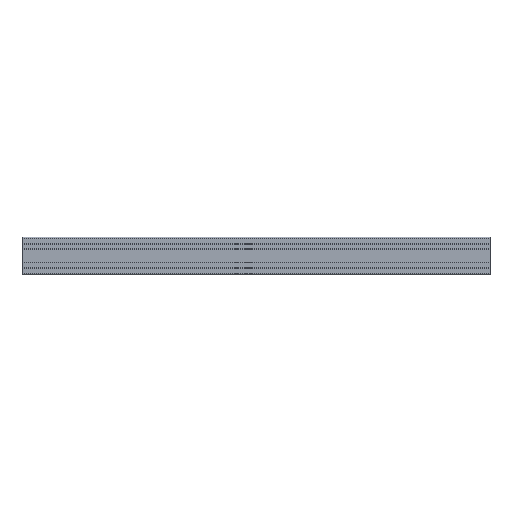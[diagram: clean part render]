
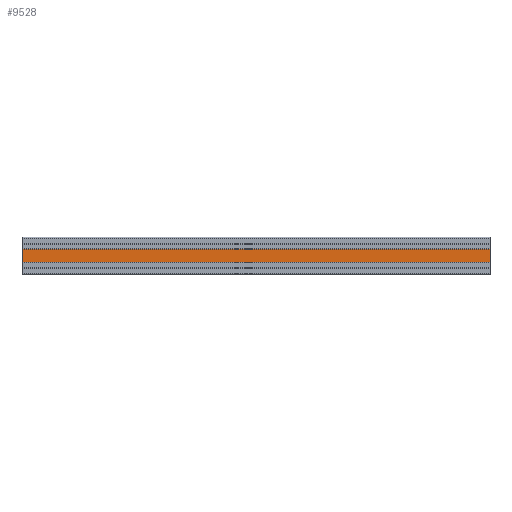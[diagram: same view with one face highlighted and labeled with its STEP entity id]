
A CAD part, top view. The second image highlights one B-rep face of the part: STEP entity #9528.
In plain terms, the highlighted planar face has unit normal (0, 0, 1).
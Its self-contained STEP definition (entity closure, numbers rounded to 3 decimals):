
#392 = ORIENTED_EDGE ( 'NONE', *, *, #2072, .F. ) ;
#859 = VECTOR ( 'NONE', #11525, 1000. ) ;
#2072 = EDGE_CURVE ( 'NONE', #12008, #3634, #2185, .T. ) ;
#2185 = LINE ( 'NONE', #16487, #8555 ) ;
#2653 = EDGE_CURVE ( 'NONE', #11591, #7857, #6630, .T. ) ;
#2877 = CARTESIAN_POINT ( 'NONE',  ( 1000., 13.9, 40. ) ) ;
#3340 = PLANE ( 'NONE',  #8835 ) ;
#3543 = LINE ( 'NONE', #8730, #5651 ) ;
#3634 = VERTEX_POINT ( 'NONE', #13631 ) ;
#5076 = DIRECTION ( 'NONE',  ( -1., 0., 0. ) ) ;
#5651 = VECTOR ( 'NONE', #12472, 1000. ) ;
#6593 = CARTESIAN_POINT ( 'NONE',  ( 1000., 13.9, 40. ) ) ;
#6630 = LINE ( 'NONE', #2877, #9885 ) ;
#6741 = CARTESIAN_POINT ( 'NONE',  ( 1000., -13.9, 40. ) ) ;
#7086 = CARTESIAN_POINT ( 'NONE',  ( 1000., -13.9, 40. ) ) ;
#7510 = EDGE_CURVE ( 'NONE', #11591, #12008, #3543, .T. ) ;
#7583 = CARTESIAN_POINT ( 'NONE',  ( 0., 13.9, 40. ) ) ;
#7857 = VERTEX_POINT ( 'NONE', #7583 ) ;
#7949 = ORIENTED_EDGE ( 'NONE', *, *, #7510, .F. ) ;
#8555 = VECTOR ( 'NONE', #5076, 1000. ) ;
#8730 = CARTESIAN_POINT ( 'NONE',  ( 1000., -13.9, 40. ) ) ;
#8835 = AXIS2_PLACEMENT_3D ( 'NONE', #7086, #9898, #10288 ) ;
#9528 = ADVANCED_FACE ( 'NONE', ( #16752 ), #3340, .F. ) ;
#9885 = VECTOR ( 'NONE', #10531, 1000. ) ;
#9898 = DIRECTION ( 'NONE',  ( 0., 0., -1. ) ) ;
#10288 = DIRECTION ( 'NONE',  ( -1., 0., 0. ) ) ;
#10531 = DIRECTION ( 'NONE',  ( -1., 0., 0. ) ) ;
#11252 = ORIENTED_EDGE ( 'NONE', *, *, #2653, .T. ) ;
#11525 = DIRECTION ( 'NONE',  ( 0., -1., 0. ) ) ;
#11591 = VERTEX_POINT ( 'NONE', #6593 ) ;
#11599 = LINE ( 'NONE', #13034, #859 ) ;
#12008 = VERTEX_POINT ( 'NONE', #6741 ) ;
#12472 = DIRECTION ( 'NONE',  ( 0., -1., 0. ) ) ;
#13034 = CARTESIAN_POINT ( 'NONE',  ( 0., -13.9, 40. ) ) ;
#13631 = CARTESIAN_POINT ( 'NONE',  ( 0., -13.9, 40. ) ) ;
#14806 = EDGE_LOOP ( 'NONE', ( #15247, #392, #7949, #11252 ) ) ;
#15247 = ORIENTED_EDGE ( 'NONE', *, *, #16575, .T. ) ;
#16487 = CARTESIAN_POINT ( 'NONE',  ( 1000., -13.9, 40. ) ) ;
#16575 = EDGE_CURVE ( 'NONE', #7857, #3634, #11599, .T. ) ;
#16752 = FACE_OUTER_BOUND ( 'NONE', #14806, .T. ) ;
